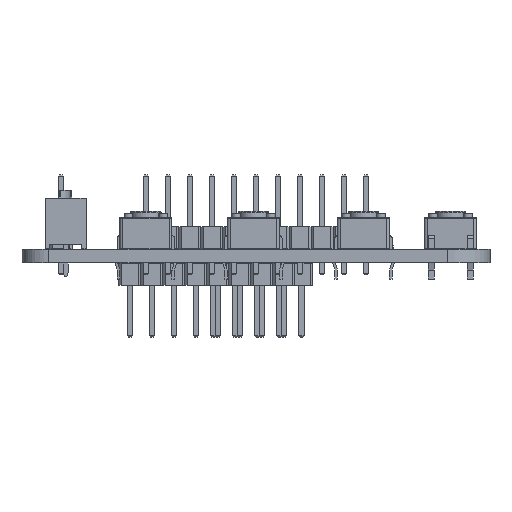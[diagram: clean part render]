
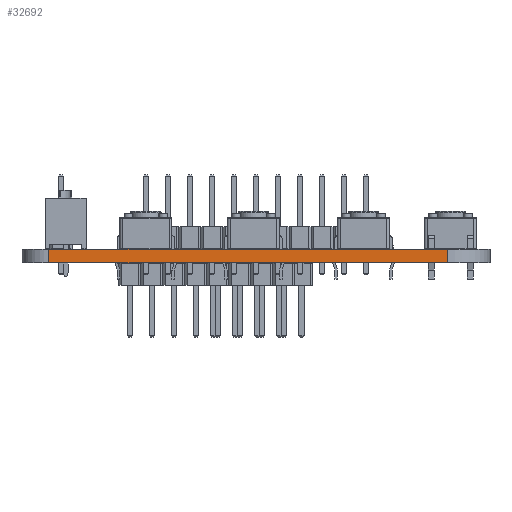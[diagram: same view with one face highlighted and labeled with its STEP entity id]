
A CAD part, front view. The second image highlights one B-rep face of the part: STEP entity #32692.
In plain terms, the highlighted planar face has unit normal (0, -1, 0).
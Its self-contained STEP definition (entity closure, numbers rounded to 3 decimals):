
#31022 = VERTEX_POINT('',#31023);
#31023 = CARTESIAN_POINT('',(71.3,-128.5,0.));
#31030 = EDGE_CURVE('',#31031,#31022,#31033,.T.);
#31031 = VERTEX_POINT('',#31032);
#31032 = CARTESIAN_POINT('',(117.3,-128.5,0.));
#31033 = LINE('',#31034,#31035);
#31034 = CARTESIAN_POINT('',(117.3,-128.5,0.));
#31035 = VECTOR('',#31036,1.);
#31036 = DIRECTION('',(-1.,0.,0.));
#31818 = VERTEX_POINT('',#31819);
#31819 = CARTESIAN_POINT('',(71.3,-128.5,1.51));
#31826 = EDGE_CURVE('',#31827,#31818,#31829,.T.);
#31827 = VERTEX_POINT('',#31828);
#31828 = CARTESIAN_POINT('',(117.3,-128.5,1.51));
#31829 = LINE('',#31830,#31831);
#31830 = CARTESIAN_POINT('',(117.3,-128.5,1.51));
#31831 = VECTOR('',#31832,1.);
#31832 = DIRECTION('',(-1.,0.,0.));
#32662 = EDGE_CURVE('',#31022,#31818,#32663,.T.);
#32663 = LINE('',#32664,#32665);
#32664 = CARTESIAN_POINT('',(71.3,-128.5,0.));
#32665 = VECTOR('',#32666,1.);
#32666 = DIRECTION('',(0.,0.,1.));
#32692 = ADVANCED_FACE('',(#32693),#32704,.T.);
#32693 = FACE_BOUND('',#32694,.T.);
#32694 = EDGE_LOOP('',(#32695,#32701,#32702,#32703));
#32695 = ORIENTED_EDGE('',*,*,#32696,.T.);
#32696 = EDGE_CURVE('',#31031,#31827,#32697,.T.);
#32697 = LINE('',#32698,#32699);
#32698 = CARTESIAN_POINT('',(117.3,-128.5,0.));
#32699 = VECTOR('',#32700,1.);
#32700 = DIRECTION('',(0.,0.,1.));
#32701 = ORIENTED_EDGE('',*,*,#31826,.T.);
#32702 = ORIENTED_EDGE('',*,*,#32662,.F.);
#32703 = ORIENTED_EDGE('',*,*,#31030,.F.);
#32704 = PLANE('',#32705);
#32705 = AXIS2_PLACEMENT_3D('',#32706,#32707,#32708);
#32706 = CARTESIAN_POINT('',(117.3,-128.5,0.));
#32707 = DIRECTION('',(0.,-1.,0.));
#32708 = DIRECTION('',(-1.,0.,0.));
